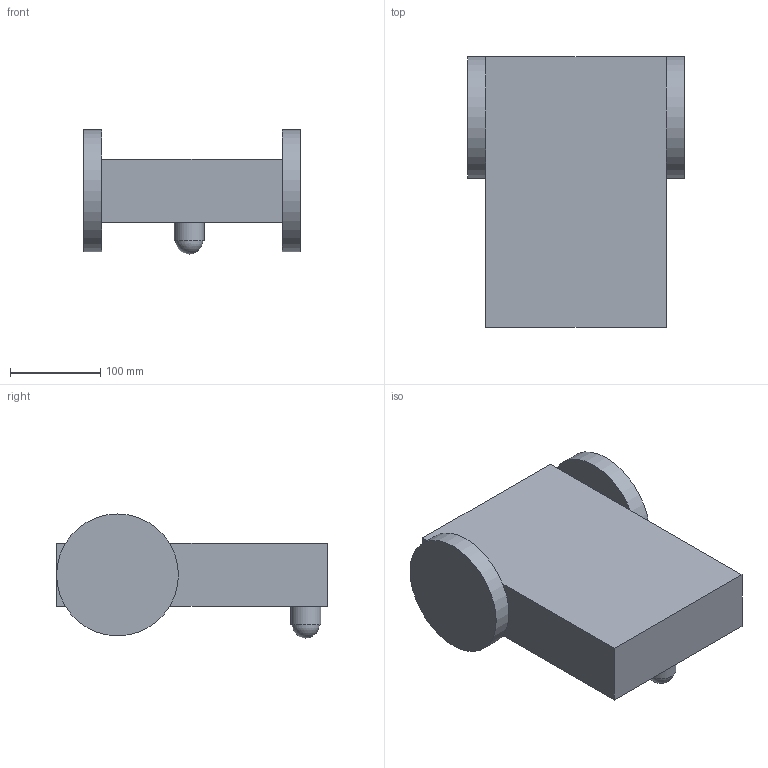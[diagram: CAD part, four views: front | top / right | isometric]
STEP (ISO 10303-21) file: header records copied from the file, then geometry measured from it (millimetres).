
FILE_DESCRIPTION(('FreeCAD Model'),'2;1');
FILE_NAME('Open CASCADE Shape Model','2023-07-26T17:47:15',(''),(''), 'Open CASCADE STEP processor 7.6','FreeCAD','Unknown');
FILE_SCHEMA(('AUTOMOTIVE_DESIGN { 1 0 10303 214 1 1 1 1 }'));
Length unit declared in the file: millimetre
Products named in the file (5): diff_bot; BodyBase; LeftWheel; RightWheel; Caster
Assembly tree (4 placements, depth 2):
  diff_bot
    BodyBase
    LeftWheel
    RightWheel
    Caster
Bounding box: 240 x 300 x 137.5 mm (x, y, z)
Volume: 4797227.7 mm3; surface area: 268790.8 mm2
Topology: 4 solids, 4 shells, 16 faces, 24 edges, 16 vertices
Faces by surface type: plane 12, cylinder 3, sphere 1
Full cylindrical faces by diameter (mm): 33.477 x1, 135 x2
Entity records: 777 total; most frequent: CARTESIAN_POINT 124, DIRECTION 116, LINE 54, VECTOR 54, ORIENTED_EDGE 46, PCURVE 46, DEFINITIONAL_REPRESENTATION 46, AXIS2_PLACEMENT_3D 29
